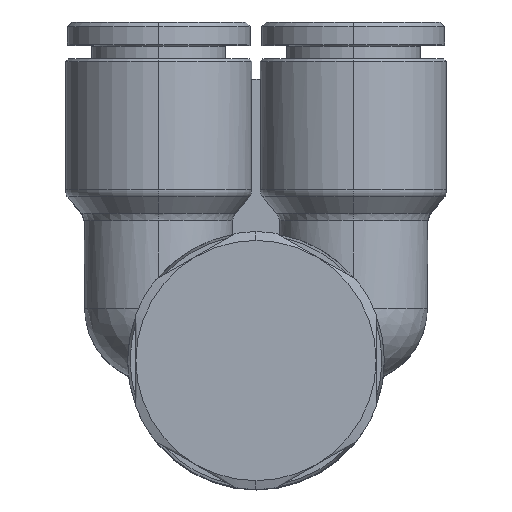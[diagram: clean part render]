
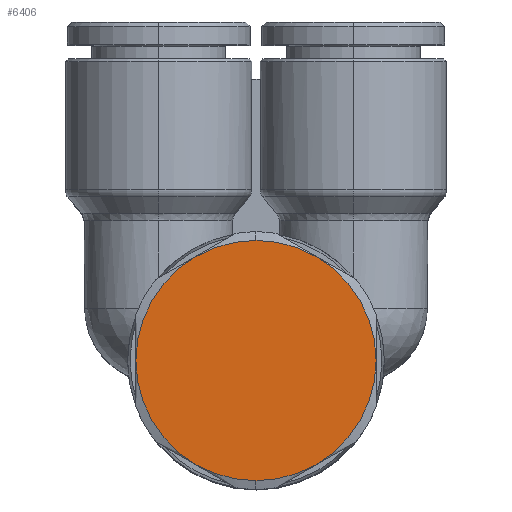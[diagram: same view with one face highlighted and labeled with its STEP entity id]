
A CAD part, top view. The second image highlights one B-rep face of the part: STEP entity #6406.
In plain terms, the highlighted planar face has unit normal (0, 0, 1).
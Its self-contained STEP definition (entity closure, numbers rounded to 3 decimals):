
#5335=CARTESIAN_POINT('',(16.1,8.5,14.5));
#5336=VERTEX_POINT('',#5335);
#5343=CARTESIAN_POINT('',(14.693,3.25,14.5));
#5344=VERTEX_POINT('',#5343);
#5345=CARTESIAN_POINT('',(5.6,8.5,14.5));
#5346=DIRECTION('',(0.0,0.0,1.0));
#5347=DIRECTION('',(-1.0,0.0,0.0));
#5348=AXIS2_PLACEMENT_3D('',#5345,#5346,#5347);
#5349=CIRCLE('',#5348,10.5);
#5350=EDGE_CURVE('',#5344,#5336,#5349,.T.);
#5374=CARTESIAN_POINT('',(-4.9,8.5,14.5));
#5375=VERTEX_POINT('',#5374);
#5383=CARTESIAN_POINT('',(-3.493,3.25,14.5));
#5384=VERTEX_POINT('',#5383);
#5398=CARTESIAN_POINT('',(5.6,8.5,14.5));
#5399=DIRECTION('',(0.0,0.0,1.0));
#5400=DIRECTION('',(-1.0,0.0,0.0));
#5401=AXIS2_PLACEMENT_3D('',#5398,#5399,#5400);
#5402=CIRCLE('',#5401,10.5);
#5403=EDGE_CURVE('',#5375,#5384,#5402,.T.);
#5738=CARTESIAN_POINT('',(-3.493,13.75,14.5));
#5739=VERTEX_POINT('',#5738);
#5740=CARTESIAN_POINT('',(5.6,8.5,14.5));
#5741=DIRECTION('',(0.0,0.0,1.0));
#5742=DIRECTION('',(-1.0,0.0,0.0));
#5743=AXIS2_PLACEMENT_3D('',#5740,#5741,#5742);
#5744=CIRCLE('',#5743,10.5);
#5745=EDGE_CURVE('',#5739,#5375,#5744,.T.);
#5779=CARTESIAN_POINT('',(5.6,19.0,14.5));
#5780=VERTEX_POINT('',#5779);
#5816=CARTESIAN_POINT('',(5.6,8.5,14.5));
#5817=DIRECTION('',(0.0,0.0,1.0));
#5818=DIRECTION('',(-1.0,0.0,0.0));
#5819=AXIS2_PLACEMENT_3D('',#5816,#5817,#5818);
#5820=CIRCLE('',#5819,10.5);
#5821=EDGE_CURVE('',#5780,#5739,#5820,.T.);
#5846=CARTESIAN_POINT('',(14.693,13.75,14.5));
#5847=VERTEX_POINT('',#5846);
#5848=CARTESIAN_POINT('',(5.6,8.5,14.5));
#5849=DIRECTION('',(0.0,0.0,1.0));
#5850=DIRECTION('',(-1.0,0.0,0.0));
#5851=AXIS2_PLACEMENT_3D('',#5848,#5849,#5850);
#5852=CIRCLE('',#5851,10.5);
#5853=EDGE_CURVE('',#5847,#5780,#5852,.T.);
#5908=CARTESIAN_POINT('',(5.6,8.5,14.5));
#5909=DIRECTION('',(0.0,0.0,1.0));
#5910=DIRECTION('',(-1.0,0.0,0.0));
#5911=AXIS2_PLACEMENT_3D('',#5908,#5909,#5910);
#5912=CIRCLE('',#5911,10.5);
#5913=EDGE_CURVE('',#5336,#5847,#5912,.T.);
#5938=CARTESIAN_POINT('',(5.6,-2.,14.5));
#5939=VERTEX_POINT('',#5938);
#5940=CARTESIAN_POINT('',(5.6,8.5,14.5));
#5941=DIRECTION('',(0.0,0.0,1.0));
#5942=DIRECTION('',(-1.0,0.0,0.0));
#5943=AXIS2_PLACEMENT_3D('',#5940,#5941,#5942);
#5944=CIRCLE('',#5943,10.5);
#5945=EDGE_CURVE('',#5939,#5344,#5944,.T.);
#5992=CARTESIAN_POINT('',(5.6,8.5,14.5));
#5993=DIRECTION('',(0.0,0.0,1.0));
#5994=DIRECTION('',(-1.0,0.0,0.0));
#5995=AXIS2_PLACEMENT_3D('',#5992,#5993,#5994);
#5996=CIRCLE('',#5995,10.5);
#5997=EDGE_CURVE('',#5384,#5939,#5996,.T.);
#6391=CARTESIAN_POINT('',(5.6,8.5,14.5));
#6392=DIRECTION('',(0.0,0.0,1.0));
#6393=DIRECTION('',(-1.0,0.0,0.0));
#6394=AXIS2_PLACEMENT_3D('',#6391,#6392,#6393);
#6395=PLANE('',#6394);
#6396=ORIENTED_EDGE('',*,*,#5997,.T.);
#6397=ORIENTED_EDGE('',*,*,#5945,.T.);
#6398=ORIENTED_EDGE('',*,*,#5350,.T.);
#6399=ORIENTED_EDGE('',*,*,#5913,.T.);
#6400=ORIENTED_EDGE('',*,*,#5853,.T.);
#6401=ORIENTED_EDGE('',*,*,#5821,.T.);
#6402=ORIENTED_EDGE('',*,*,#5745,.T.);
#6403=ORIENTED_EDGE('',*,*,#5403,.T.);
#6404=EDGE_LOOP('',(#6396,#6397,#6398,#6399,#6400,#6401,#6402,#6403));
#6405=FACE_OUTER_BOUND('',#6404,.T.);
#6406=ADVANCED_FACE('',(#6405),#6395,.T.);
